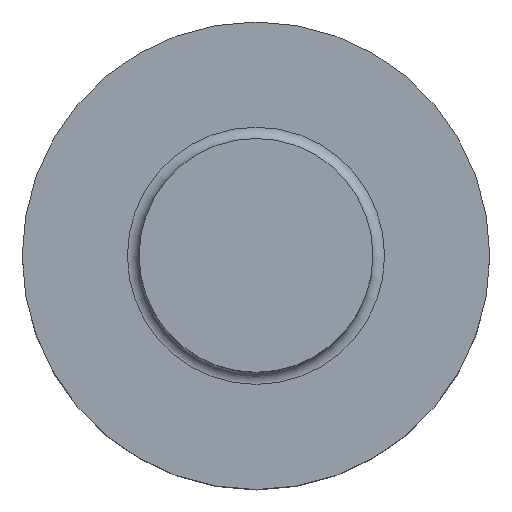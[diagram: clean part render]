
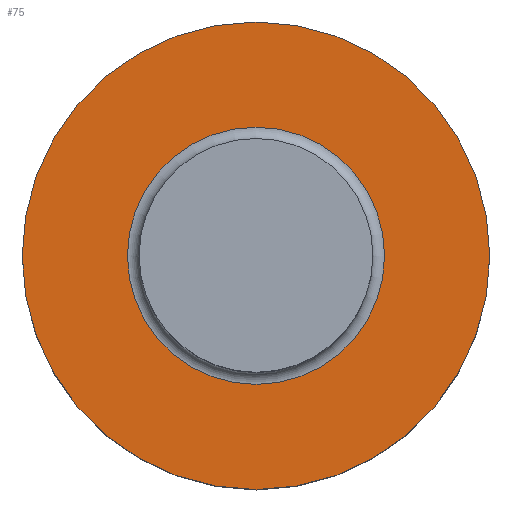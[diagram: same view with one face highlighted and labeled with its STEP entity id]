
A CAD part, top view. The second image highlights one B-rep face of the part: STEP entity #75.
In plain terms, the highlighted planar face has unit normal (0, 0, 1).
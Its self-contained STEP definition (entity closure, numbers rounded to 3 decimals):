
#21=FACE_BOUND('',#33,.T.);
#22=PLANE('',#98);
#26=FACE_OUTER_BOUND('',#32,.T.);
#32=EDGE_LOOP('',(#61));
#33=EDGE_LOOP('',(#62));
#38=CIRCLE('',#95,27.5);
#41=CIRCLE('',#99,50.);
#44=VERTEX_POINT('',#136);
#46=VERTEX_POINT('',#142);
#49=EDGE_CURVE('',#44,#44,#38,.T.);
#52=EDGE_CURVE('',#46,#46,#41,.T.);
#61=ORIENTED_EDGE('',*,*,#52,.T.);
#62=ORIENTED_EDGE('',*,*,#49,.F.);
#75=ADVANCED_FACE('',(#26,#21),#22,.T.);
#95=AXIS2_PLACEMENT_3D('',#137,#110,#111);
#98=AXIS2_PLACEMENT_3D('',#141,#116,#117);
#99=AXIS2_PLACEMENT_3D('',#143,#118,#119);
#110=DIRECTION('center_axis',(0.,0.,1.));
#111=DIRECTION('ref_axis',(1.,0.,0.));
#116=DIRECTION('center_axis',(0.,0.,1.));
#117=DIRECTION('ref_axis',(1.,0.,0.));
#118=DIRECTION('center_axis',(0.,0.,1.));
#119=DIRECTION('ref_axis',(1.,0.,0.));
#136=CARTESIAN_POINT('',(-27.5,0.,0.));
#137=CARTESIAN_POINT('Origin',(0.,0.,0.));
#141=CARTESIAN_POINT('Origin',(0.,0.,0.));
#142=CARTESIAN_POINT('',(-50.,0.,0.));
#143=CARTESIAN_POINT('Origin',(0.,0.,0.));
